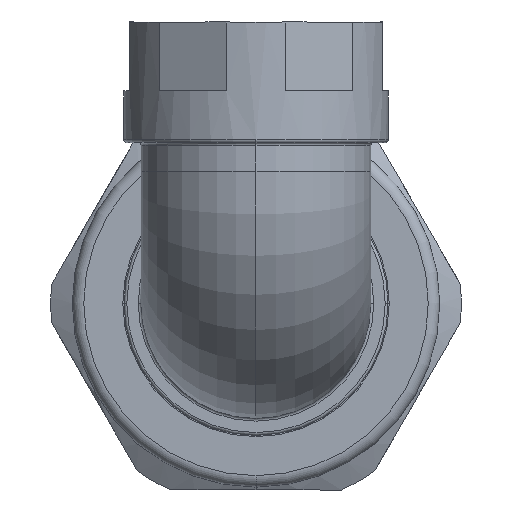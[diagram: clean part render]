
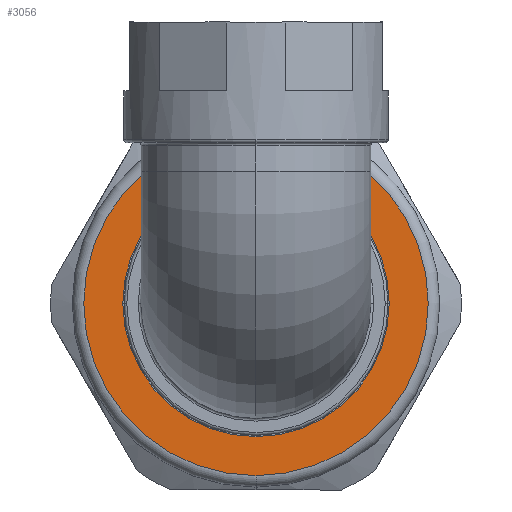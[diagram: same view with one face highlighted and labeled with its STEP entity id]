
A CAD part, left-side view. The second image highlights one B-rep face of the part: STEP entity #3056.
In plain terms, the highlighted planar face has unit normal (-1, 0, 0).
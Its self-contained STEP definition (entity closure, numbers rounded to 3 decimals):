
#212 = CARTESIAN_POINT ( 'NONE',  ( -6.13, 0., 0. ) ) ;
#261 = EDGE_LOOP ( 'NONE', ( #1106, #2601 ) ) ;
#369 = VERTEX_POINT ( 'NONE', #1762 ) ;
#466 = DIRECTION ( 'NONE',  ( 0., 0., -1. ) ) ;
#602 = CARTESIAN_POINT ( 'NONE',  ( -6.13, 0., 0. ) ) ;
#807 = AXIS2_PLACEMENT_3D ( 'NONE', #2665, #1141, #2923 ) ;
#813 = CARTESIAN_POINT ( 'NONE',  ( -6.13, 0., -30. ) ) ;
#831 = AXIS2_PLACEMENT_3D ( 'NONE', #602, #1128, #2912 ) ;
#843 = EDGE_CURVE ( 'NONE', #2914, #369, #2111, .T. ) ;
#874 = CARTESIAN_POINT ( 'NONE',  ( -6.13, 0., -23.2 ) ) ;
#1023 = EDGE_CURVE ( 'NONE', #1535, #2448, #2461, .T. ) ;
#1106 = ORIENTED_EDGE ( 'NONE', *, *, #843, .F. ) ;
#1128 = DIRECTION ( 'NONE',  ( -1., 0., 0. ) ) ;
#1141 = DIRECTION ( 'NONE',  ( 1., 0., 0. ) ) ;
#1168 = ORIENTED_EDGE ( 'NONE', *, *, #2175, .T. ) ;
#1312 = CARTESIAN_POINT ( 'NONE',  ( -6.13, 0., 0. ) ) ;
#1327 = DIRECTION ( 'NONE',  ( 1., 0., 0. ) ) ;
#1535 = VERTEX_POINT ( 'NONE', #874 ) ;
#1563 = DIRECTION ( 'NONE',  ( 0., 0., -1. ) ) ;
#1568 = FACE_BOUND ( 'NONE', #2828, .T. ) ;
#1624 = CARTESIAN_POINT ( 'NONE',  ( -6.13, 0., 23.2 ) ) ;
#1752 = EDGE_CURVE ( 'NONE', #369, #2914, #2255, .T. ) ;
#1762 = CARTESIAN_POINT ( 'NONE',  ( -6.13, 0., 30. ) ) ;
#1873 = PLANE ( 'NONE',  #831 ) ;
#1995 = DIRECTION ( 'NONE',  ( 1., 0., 0. ) ) ;
#2065 = AXIS2_PLACEMENT_3D ( 'NONE', #1312, #3111, #1563 ) ;
#2111 = CIRCLE ( 'NONE', #2065, 30. ) ;
#2175 = EDGE_CURVE ( 'NONE', #2448, #1535, #3263, .T. ) ;
#2255 = CIRCLE ( 'NONE', #3013, 30. ) ;
#2448 = VERTEX_POINT ( 'NONE', #1624 ) ;
#2461 = CIRCLE ( 'NONE', #807, 23.2 ) ;
#2601 = ORIENTED_EDGE ( 'NONE', *, *, #1752, .F. ) ;
#2665 = CARTESIAN_POINT ( 'NONE',  ( -6.13, 0., 0. ) ) ;
#2828 = EDGE_LOOP ( 'NONE', ( #2880, #1168 ) ) ;
#2864 = CARTESIAN_POINT ( 'NONE',  ( -6.13, 0., 0. ) ) ;
#2880 = ORIENTED_EDGE ( 'NONE', *, *, #1023, .T. ) ;
#2888 = AXIS2_PLACEMENT_3D ( 'NONE', #2864, #1327, #3128 ) ;
#2912 = DIRECTION ( 'NONE',  ( 0., 0., 1. ) ) ;
#2914 = VERTEX_POINT ( 'NONE', #813 ) ;
#2923 = DIRECTION ( 'NONE',  ( 0., 0., -1. ) ) ;
#3013 = AXIS2_PLACEMENT_3D ( 'NONE', #212, #1995, #466 ) ;
#3056 = ADVANCED_FACE ( 'NONE', ( #1568, #3142 ), #1873, .T. ) ;
#3111 = DIRECTION ( 'NONE',  ( 1., 0., 0. ) ) ;
#3128 = DIRECTION ( 'NONE',  ( 0., 0., -1. ) ) ;
#3142 = FACE_OUTER_BOUND ( 'NONE', #261, .T. ) ;
#3263 = CIRCLE ( 'NONE', #2888, 23.2 ) ;
